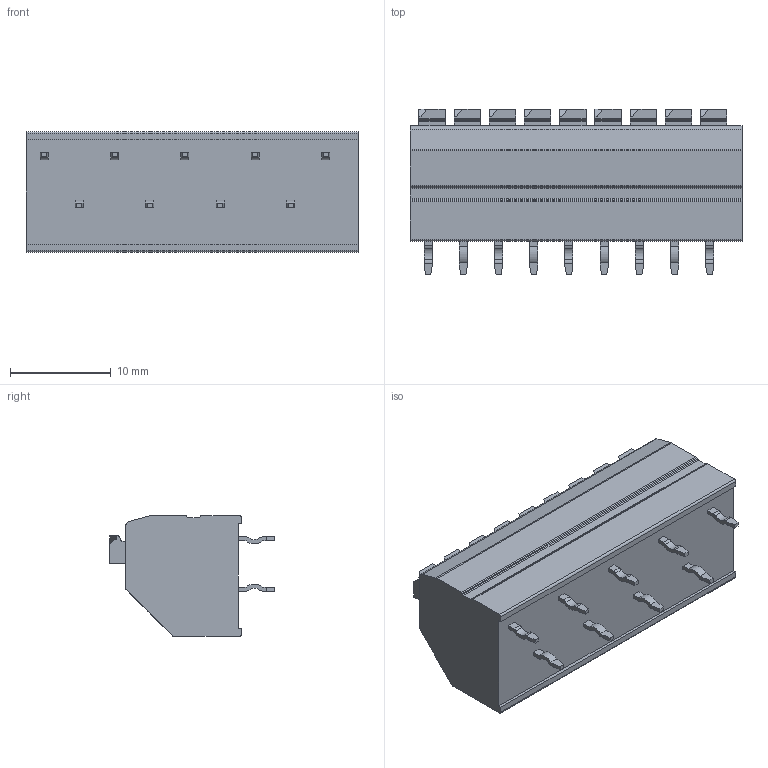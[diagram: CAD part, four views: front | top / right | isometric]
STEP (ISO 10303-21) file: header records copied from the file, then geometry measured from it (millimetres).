
FILE_DESCRIPTION((''),'2;1');
FILE_NAME('TLM-002C-XXP','2024-11-02T14:40:09',('tluser'),(''),'CREO PARAMETRIC BY PTC INC, 2018100','CREO PARAMETRIC BY PTC INC, 2018100','');
FILE_SCHEMA(('AUTOMOTIVE_DESIGN { 1 0 10303 214 1 1 1 1 }'));
Length unit declared in the file: millimetre
Products named in the file (1): TLM-002C-XXP
Bounding box: 33 x 16.4 x 12 mm (x, y, z)
Volume: 3890.2 mm3; surface area: 2222.3 mm2
Topology: 1 solids, 1 shells, 440 faces, 1188 edges, 768 vertices
Faces by surface type: plane 304, cylinder 100, cone 36
Entity records: 13953 total; most frequent: CARTESIAN_POINT 2837, ORIENTED_EDGE 2376, DIRECTION 2191, EDGE_CURVE 1188, VECTOR 844, LINE 844, VERTEX_POINT 768, AXIS2_PLACEMENT_3D 672
